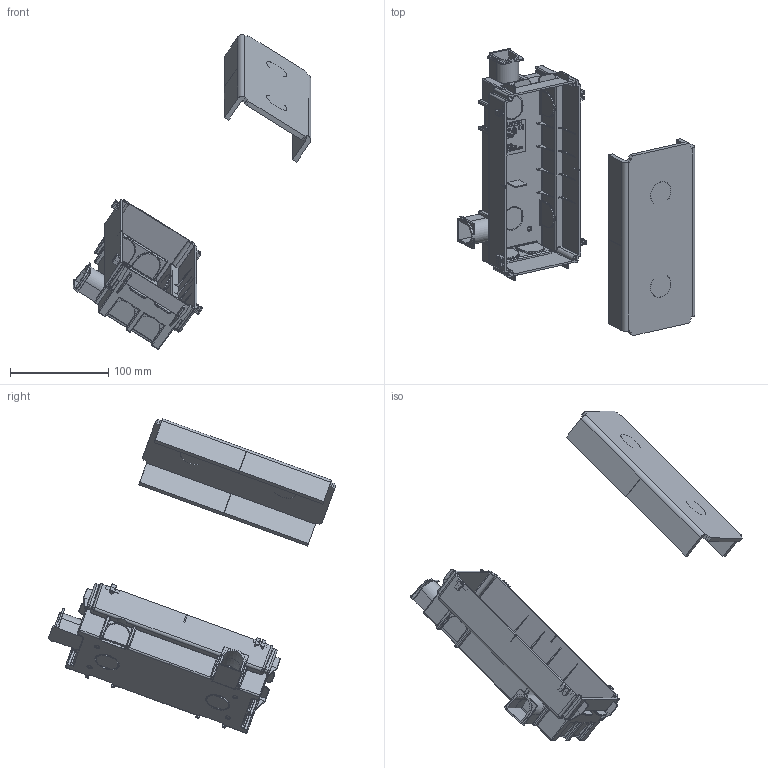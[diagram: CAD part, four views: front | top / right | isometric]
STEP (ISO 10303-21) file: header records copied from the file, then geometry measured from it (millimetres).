
FILE_DESCRIPTION(('CATIA V5 STEP Exchange'),'2;1');
FILE_NAME('VI-BOX3N.stp','2025-03-31T14:33:44+00:00',('none'),('none'),'CATIA Version 5-6 Release 2016 SP6','CATIA V5 STEP AP203','none');
FILE_SCHEMA(('CONFIG_CONTROL_DESIGN'));
Products named in the file (1): VI-BOX3N 
Assembly tree (5 placements, depth 2):
  VI-BOX3N 
    #57
    #109888  x2
    #114748
    #116222
Bounding box: 242.38 x 293.25 x 320.54 mm (x, y, z)
Volume: 245552.1 mm3; surface area: 175865.2 mm2
Topology: 4 solids, 4 shells, 3599 faces, 9639 edges, 6076 vertices
Faces by surface type: plane 2396, cylinder 791, bspline 224, sphere 100, cone 56, extrusion 20, torus 12
Entity records: 116246 total; most frequent: CARTESIAN_POINT 38303, ORIENTED_EDGE 18292, DIRECTION 12257, EDGE_CURVE 9146, VECTOR 6782, LINE 6762, VERTEX_POINT 5828, EDGE_LOOP 3592
